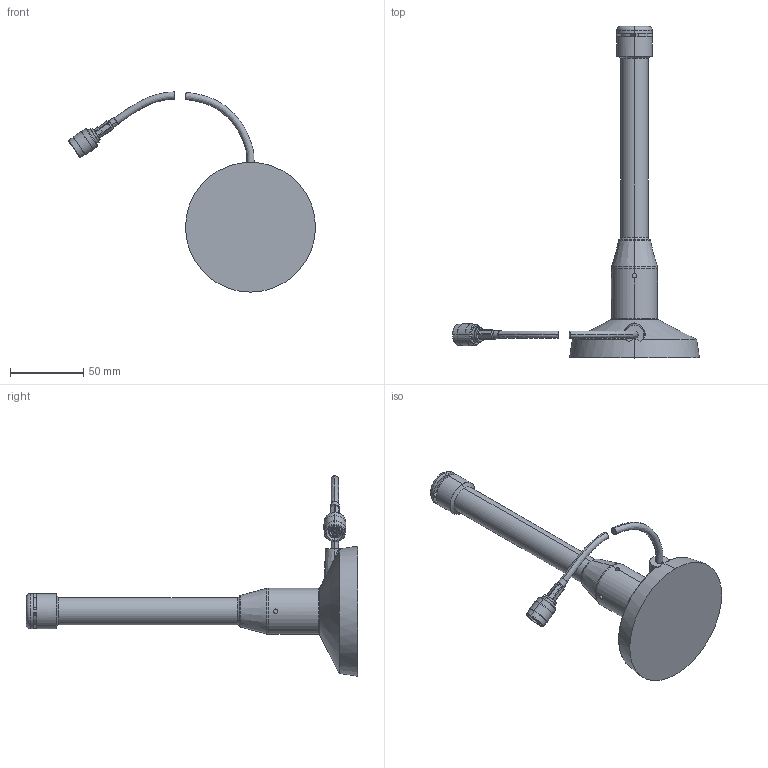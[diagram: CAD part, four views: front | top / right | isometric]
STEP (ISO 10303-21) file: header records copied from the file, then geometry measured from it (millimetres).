
FILE_DESCRIPTION (( 'STEP AP214' ), '1' );
FILE_NAME ('HG2404MGU-RTP.STEP', '2013-05-13T21:45:23', ( '' ), ( '' ), 'SwSTEP 2.0', 'SolidWorks 2012', '' );
FILE_SCHEMA (( 'AUTOMOTIVE_DESIGN' ));
Length unit declared in the file: inch
Products named in the file (9): HG2404U; HMA3-XXXARTP; ARTP-1708; ARTP-1708-MA3; ARTP-1708-MA1; HEATSH-HEX_stepd_195Black; 8 Foot-195_Black; HMA3-XXXAYY_BASE; HG2404MGU-RTP
Assembly tree (8 placements, depth 4):
  HG2404MGU-RTP
    HMA3-XXXARTP
      HMA3-XXXAYY_BASE
      8 Foot-195_Black
      HEATSH-HEX_stepd_195Black
      ARTP-1708
        ARTP-1708-MA1
        ARTP-1708-MA3
    HG2404U
Bounding box: 168.94 x 227.05 x 137.08 mm (x, y, z)
Volume: 200896.1 mm3; surface area: 40617.9 mm2
Topology: 7 solids, 7 shells, 401 faces, 913 edges, 550 vertices
Faces by surface type: plane 147, cylinder 129, cone 93, torus 19, bspline 7, sphere 6
Entity records: 14754 total; most frequent: CARTESIAN_POINT 3271, DIRECTION 2057, ORIENTED_EDGE 1802, EDGE_CURVE 901, AXIS2_PLACEMENT_3D 816, VERTEX_POINT 548, EDGE_LOOP 441, LINE 425
